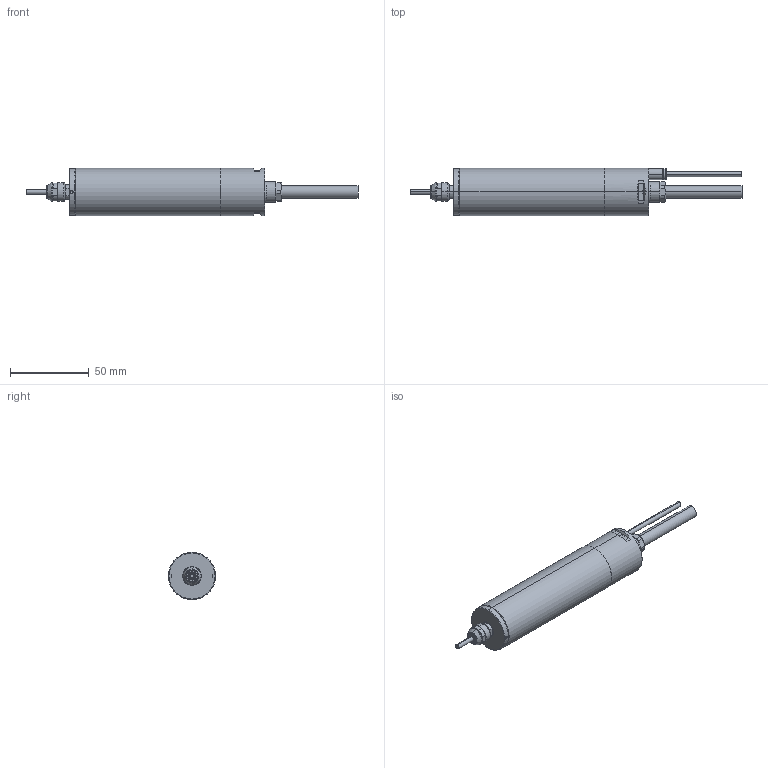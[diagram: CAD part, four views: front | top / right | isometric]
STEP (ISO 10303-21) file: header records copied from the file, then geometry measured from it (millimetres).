
FILE_DESCRIPTION (( 'STEP AP203' ), '1' );
FILE_NAME ('EMS-3060A.STEP', '2020-07-07T03:19:10', ( '' ), ( '' ), 'SwSTEP 2.0', 'SolidWorks 2017', '' );
FILE_SCHEMA (( 'CONFIG_CONTROL_DESIGN' ));
Length unit declared in the file: millimetre
Products named in the file (1): EMS-3060A
Bounding box: 210.67 x 30 x 30 mm (x, y, z)
Volume: 38614 mm3; surface area: 29409.2 mm2
Topology: 13 solids, 13 shells, 298 faces, 670 edges, 419 vertices
Faces by surface type: cylinder 105, plane 99, cone 80, bspline 14
Entity records: 8854 total; most frequent: CARTESIAN_POINT 2076, DIRECTION 1487, ORIENTED_EDGE 1332, EDGE_CURVE 666, AXIS2_PLACEMENT_3D 622, VERTEX_POINT 419, EDGE_LOOP 341, CIRCLE 337
